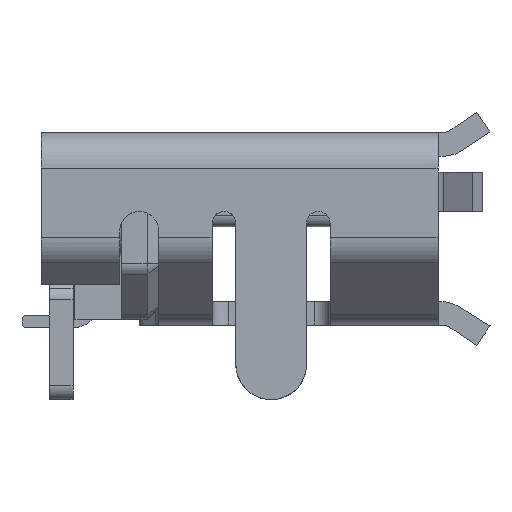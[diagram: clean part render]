
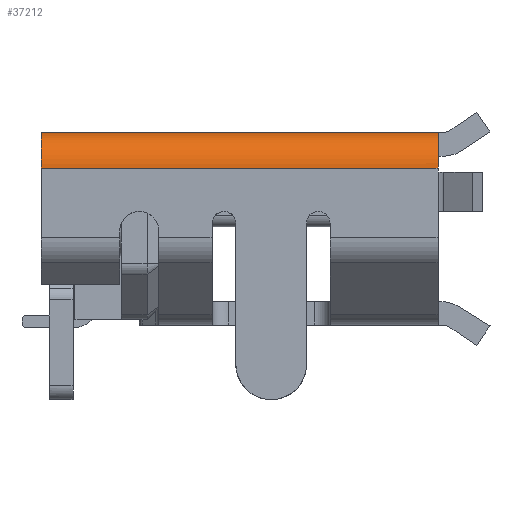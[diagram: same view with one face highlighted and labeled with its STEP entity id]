
A CAD part, left-side view. The second image highlights one B-rep face of the part: STEP entity #37212.
In plain terms, the highlighted cylindrical face has radius 0.45 mm (diameter 0.9 mm), a partial arc.
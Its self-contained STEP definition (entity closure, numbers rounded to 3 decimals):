
#542 = CARTESIAN_POINT ( 'NONE',  ( -3.3, 0.115, 0.67 ) ) ;
#1231 = CARTESIAN_POINT ( 'NONE',  ( -3.75, -3.218, 0.22 ) ) ;
#1454 = EDGE_CURVE ( 'NONE', #1790, #34774, #35158, .T. ) ;
#1790 = VERTEX_POINT ( 'NONE', #29826 ) ;
#1938 = CARTESIAN_POINT ( 'NONE',  ( -3.75, 0.115, 0.22 ) ) ;
#2715 = CARTESIAN_POINT ( 'NONE',  ( -3.75, -4.924, 0.22 ) ) ;
#3030 = B_SPLINE_CURVE_WITH_KNOTS ( 'NONE', 3,
 ( #24384, #2715, #33250, #32862 ),
 .UNSPECIFIED., .F., .F.,
 ( 4, 4 ),
 ( 0., 1. ),
 .UNSPECIFIED. ) ;
#3109 = CARTESIAN_POINT ( 'NONE',  ( -3.418, 0.115, 0.67 ) ) ;
#3237 = CARTESIAN_POINT ( 'NONE',  ( -3.3, -1.552, 0.67 ) ) ;
#3275 = AXIS2_PLACEMENT_3D ( 'NONE', #37039, #4228, #10296 ) ;
#4228 = DIRECTION ( 'NONE',  ( 0., -1., 0. ) ) ;
#5610 = B_SPLINE_CURVE_WITH_KNOTS ( 'NONE', 3,
 ( #33634, #18975, #15827, #18596, #16033, #24759 ),
 .UNSPECIFIED., .F., .F.,
 ( 4, 2, 4 ),
 ( 0., 0.5, 1. ),
 .UNSPECIFIED. ) ;
#7127 = CARTESIAN_POINT ( 'NONE',  ( -3.75, -4.944, 0.22 ) ) ;
#8016 = ORIENTED_EDGE ( 'NONE', *, *, #1454, .F. ) ;
#8581 = CARTESIAN_POINT ( 'NONE',  ( -3.75, 0.115, 0.22 ) ) ;
#8766 = VERTEX_POINT ( 'NONE', #25718 ) ;
#9366 = CARTESIAN_POINT ( 'NONE',  ( -3.702, 0.115, 0.455 ) ) ;
#9551 = EDGE_LOOP ( 'NONE', ( #11891, #8016, #32748, #17344, #27169, #23866 ) ) ;
#10296 = DIRECTION ( 'NONE',  ( 0., 0., -1. ) ) ;
#10597 = EDGE_CURVE ( 'NONE', #12835, #1790, #3030, .T. ) ;
#11669 = CARTESIAN_POINT ( 'NONE',  ( -3.3, -4.924, 0.67 ) ) ;
#11891 = ORIENTED_EDGE ( 'NONE', *, *, #14676, .F. ) ;
#12835 = VERTEX_POINT ( 'NONE', #7127 ) ;
#14676 = EDGE_CURVE ( 'NONE', #34774, #15770, #23911, .T. ) ;
#15016 = EDGE_CURVE ( 'NONE', #8766, #12835, #5610, .T. ) ;
#15042 = CARTESIAN_POINT ( 'NONE',  ( -3.3, -4.884, 0.67 ) ) ;
#15770 = VERTEX_POINT ( 'NONE', #542 ) ;
#15827 = CARTESIAN_POINT ( 'NONE',  ( -3.535, -4.944, 0.622 ) ) ;
#16033 = CARTESIAN_POINT ( 'NONE',  ( -3.75, -4.944, 0.338 ) ) ;
#17344 = ORIENTED_EDGE ( 'NONE', *, *, #15016, .F. ) ;
#17665 = CARTESIAN_POINT ( 'NONE',  ( -3.3, 0.115, 0.67 ) ) ;
#18404 = CARTESIAN_POINT ( 'NONE',  ( -3.3, -4.944, 0.67 ) ) ;
#18596 = CARTESIAN_POINT ( 'NONE',  ( -3.702, -4.944, 0.455 ) ) ;
#18975 = CARTESIAN_POINT ( 'NONE',  ( -3.418, -4.944, 0.67 ) ) ;
#19193 = FACE_OUTER_BOUND ( 'NONE', #9551, .T. ) ;
#20232 = CARTESIAN_POINT ( 'NONE',  ( -3.75, -4.884, 0.22 ) ) ;
#20607 = CARTESIAN_POINT ( 'NONE',  ( -3.535, 0.115, 0.622 ) ) ;
#22827 = CARTESIAN_POINT ( 'NONE',  ( -3.75, -1.552, 0.22 ) ) ;
#23022 = CARTESIAN_POINT ( 'NONE',  ( -3.75, 0.115, 0.22 ) ) ;
#23556 = CARTESIAN_POINT ( 'NONE',  ( -3.3, 0.115, 0.67 ) ) ;
#23866 = ORIENTED_EDGE ( 'NONE', *, *, #36262, .F. ) ;
#23911 = B_SPLINE_CURVE_WITH_KNOTS ( 'NONE', 3,
 ( #8581, #30257, #9366, #20607, #3109, #17665 ),
 .UNSPECIFIED., .F., .F.,
 ( 4, 2, 4 ),
 ( 0., 0.5, 1. ),
 .UNSPECIFIED. ) ;
#24175 = CARTESIAN_POINT ( 'NONE',  ( -3.3, -4.904, 0.67 ) ) ;
#24384 = CARTESIAN_POINT ( 'NONE',  ( -3.75, -4.944, 0.22 ) ) ;
#24759 = CARTESIAN_POINT ( 'NONE',  ( -3.75, -4.944, 0.22 ) ) ;
#25191 = EDGE_CURVE ( 'NONE', #34067, #8766, #31250, .T. ) ;
#25718 = CARTESIAN_POINT ( 'NONE',  ( -3.3, -4.944, 0.67 ) ) ;
#26894 = CARTESIAN_POINT ( 'NONE',  ( -3.3, -3.218, 0.67 ) ) ;
#27169 = ORIENTED_EDGE ( 'NONE', *, *, #25191, .F. ) ;
#27284 = CARTESIAN_POINT ( 'NONE',  ( -3.3, -4.884, 0.67 ) ) ;
#28648 = CYLINDRICAL_SURFACE ( 'NONE', #3275, 0.45 ) ;
#29826 = CARTESIAN_POINT ( 'NONE',  ( -3.75, -4.884, 0.22 ) ) ;
#30257 = CARTESIAN_POINT ( 'NONE',  ( -3.75, 0.115, 0.338 ) ) ;
#31250 = B_SPLINE_CURVE_WITH_KNOTS ( 'NONE', 3,
 ( #33639, #24175, #11669, #18404 ),
 .UNSPECIFIED., .F., .F.,
 ( 4, 4 ),
 ( 0., 1. ),
 .UNSPECIFIED. ) ;
#32708 = B_SPLINE_CURVE_WITH_KNOTS ( 'NONE', 3,
 ( #23556, #3237, #26894, #27284 ),
 .UNSPECIFIED., .F., .F.,
 ( 4, 4 ),
 ( 0., 1. ),
 .UNSPECIFIED. ) ;
#32748 = ORIENTED_EDGE ( 'NONE', *, *, #10597, .F. ) ;
#32862 = CARTESIAN_POINT ( 'NONE',  ( -3.75, -4.884, 0.22 ) ) ;
#33250 = CARTESIAN_POINT ( 'NONE',  ( -3.75, -4.904, 0.22 ) ) ;
#33634 = CARTESIAN_POINT ( 'NONE',  ( -3.3, -4.944, 0.67 ) ) ;
#33639 = CARTESIAN_POINT ( 'NONE',  ( -3.3, -4.884, 0.67 ) ) ;
#34067 = VERTEX_POINT ( 'NONE', #15042 ) ;
#34774 = VERTEX_POINT ( 'NONE', #1938 ) ;
#35158 = B_SPLINE_CURVE_WITH_KNOTS ( 'NONE', 3,
 ( #20232, #1231, #22827, #23022 ),
 .UNSPECIFIED., .F., .F.,
 ( 4, 4 ),
 ( 0., 1. ),
 .UNSPECIFIED. ) ;
#36262 = EDGE_CURVE ( 'NONE', #15770, #34067, #32708, .T. ) ;
#37039 = CARTESIAN_POINT ( 'NONE',  ( -3.3, 0.115, 0.22 ) ) ;
#37212 = ADVANCED_FACE ( 'NONE', ( #19193 ), #28648, .T. ) ;
